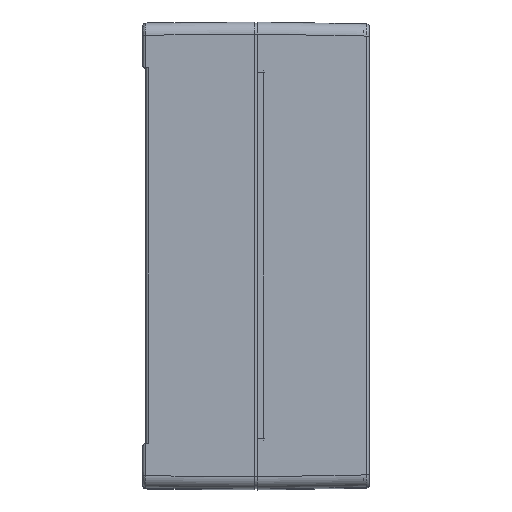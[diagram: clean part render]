
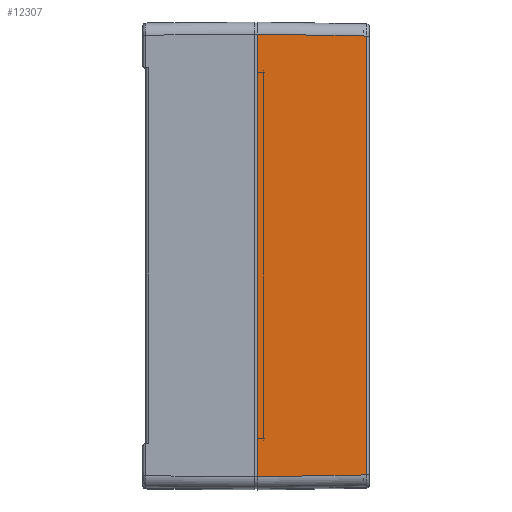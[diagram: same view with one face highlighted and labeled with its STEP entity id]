
A CAD part, top view. The second image highlights one B-rep face of the part: STEP entity #12307.
In plain terms, the highlighted face is planar.
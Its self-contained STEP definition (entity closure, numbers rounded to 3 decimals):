
#435=LINE('',#19736,#1399);
#489=LINE('',#20033,#1453);
#491=LINE('',#20036,#1455);
#495=LINE('',#20044,#1459);
#1399=VECTOR('',#15046,21.8);
#1453=VECTOR('',#15256,21.615);
#1455=VECTOR('',#15260,5.354);
#1459=VECTOR('',#15272,5.354);
#2348=PLANE('',#13307);
#3171=FACE_OUTER_BOUND('',#3962,.T.);
#3962=EDGE_LOOP('',(#9226,#9227,#9228,#9229));
#5368=VERTEX_POINT('',#18318);
#5539=VERTEX_POINT('',#19732);
#5541=VERTEX_POINT('',#19735);
#5606=VERTEX_POINT('',#20029);
#6861=EDGE_CURVE('',#5539,#5541,#435,.T.);
#6960=EDGE_CURVE('',#5368,#5606,#489,.T.);
#6962=EDGE_CURVE('',#5541,#5368,#491,.T.);
#6966=EDGE_CURVE('',#5606,#5539,#495,.T.);
#9226=ORIENTED_EDGE('',*,*,#6960,.F.);
#9227=ORIENTED_EDGE('',*,*,#6962,.F.);
#9228=ORIENTED_EDGE('',*,*,#6861,.F.);
#9229=ORIENTED_EDGE('',*,*,#6966,.F.);
#12307=ADVANCED_FACE('',(#3171),#2348,.F.);
#13307=AXIS2_PLACEMENT_3D('',#20049,#15279,#15280);
#15046=DIRECTION('',(0.,1.,0.));
#15256=DIRECTION('',(0.,-1.,0.));
#15260=DIRECTION('',(-1.,-0.017,0.017));
#15272=DIRECTION('',(1.,-0.017,-0.017));
#15279=DIRECTION('center_axis',(0.017,0.,1.));
#15280=DIRECTION('ref_axis',(1.,0.,-0.017));
#18318=CARTESIAN_POINT('',(0.148,10.808,-14.908));
#19732=CARTESIAN_POINT('',(5.5,-10.9,-15.));
#19735=CARTESIAN_POINT('',(5.5,10.901,-15.));
#19736=CARTESIAN_POINT('',(5.5,-10.9,-15.));
#20029=CARTESIAN_POINT('',(0.148,-10.807,-14.908));
#20033=CARTESIAN_POINT('',(0.148,10.808,-14.908));
#20036=CARTESIAN_POINT('',(5.5,10.901,-15.));
#20044=CARTESIAN_POINT('',(0.148,-10.807,-14.908));
#20049=CARTESIAN_POINT('Origin',(5.5,-11.5,-15.));
